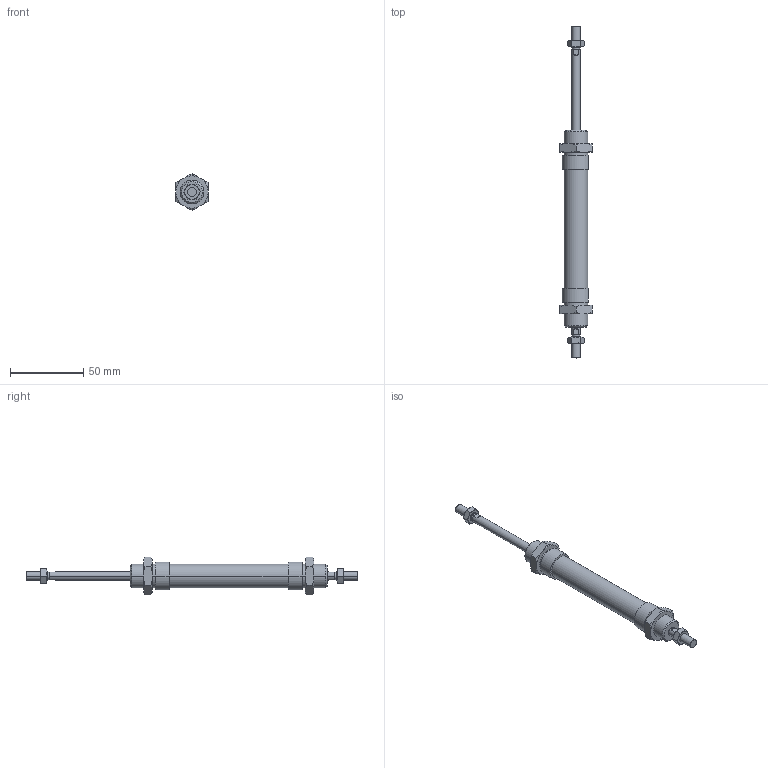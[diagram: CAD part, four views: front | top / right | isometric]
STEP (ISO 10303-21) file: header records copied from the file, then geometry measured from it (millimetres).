
FILE_DESCRIPTION((''),'2;1');
FILE_NAME('1262_12_0050.stp','2003-04-02T18:58:04',('maffial1'),(''),'Autodesk Inventor (R) 6.0','Autodesk Inventor (R) 6.0','');
FILE_SCHEMA(('AUTOMOTIVE_DESIGN { 1 0 10303 214 1 1 1 1 }'));
Length unit declared in the file: millimetre
Products named in the file (5): 1262_12_0050; S1262_12_50; C1262_12_50; 1200_12_05; 1200_12_06
Assembly tree (6 placements, depth 2):
  1262_12_0050
    S1262_12_50
    C1262_12_50
    1200_12_05  x2
    1200_12_06  x2
Bounding box: 22 x 226 x 25.4 mm (x, y, z)
Volume: 34197.6 mm3; surface area: 17438.4 mm2
Topology: 6 solids, 6 shells, 180 faces, 388 edges, 228 vertices
Faces by surface type: cone 72, plane 56, bspline 30, cylinder 22
Entity records: 3599 total; most frequent: CARTESIAN_POINT 955, DIRECTION 554, ORIENTED_EDGE 520, EDGE_CURVE 260, AXIS2_PLACEMENT_3D 231, VERTEX_POINT 156, EDGE_LOOP 134, FACE_OUTER_BOUND 120
